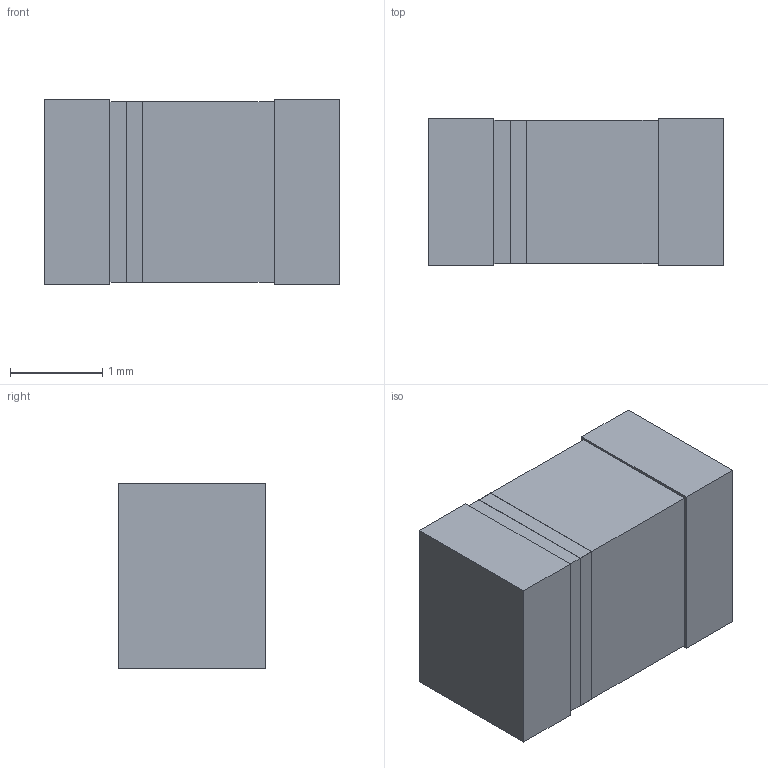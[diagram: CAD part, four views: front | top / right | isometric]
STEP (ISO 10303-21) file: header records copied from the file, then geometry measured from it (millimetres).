
FILE_DESCRIPTION(('FreeCAD Model'),'2;1');
FILE_NAME('Fusion.step','2018-02-26T14:54:09',('kicad StepUp'),('ksu MCAD'), 'Open CASCADE STEP processor 6.8','FreeCAD','Unknown');
FILE_SCHEMA(('AUTOMOTIVE_DESIGN_CC2 { 1 2 10303 214 -1 1 5 4 }'));
Length unit declared in the file: millimetre
Products named in the file (1): Fusion
Bounding box: 3.2 x 1.6 x 2.01 mm (x, y, z)
Surface area: 42.9 mm2 (no closed solid volume)
Topology: 0 solids, 4 shells, 34 faces, 69 edges, 40 vertices
Faces by surface type: plane 34
Entity records: 1113 total; most frequent: ORIENTED_EDGE 152, CARTESIAN_POINT 144, DIRECTION 139, EDGE_CURVE 69, LINE 69, VECTOR 69, VERTEX_POINT 40, FACE_BOUND 36
